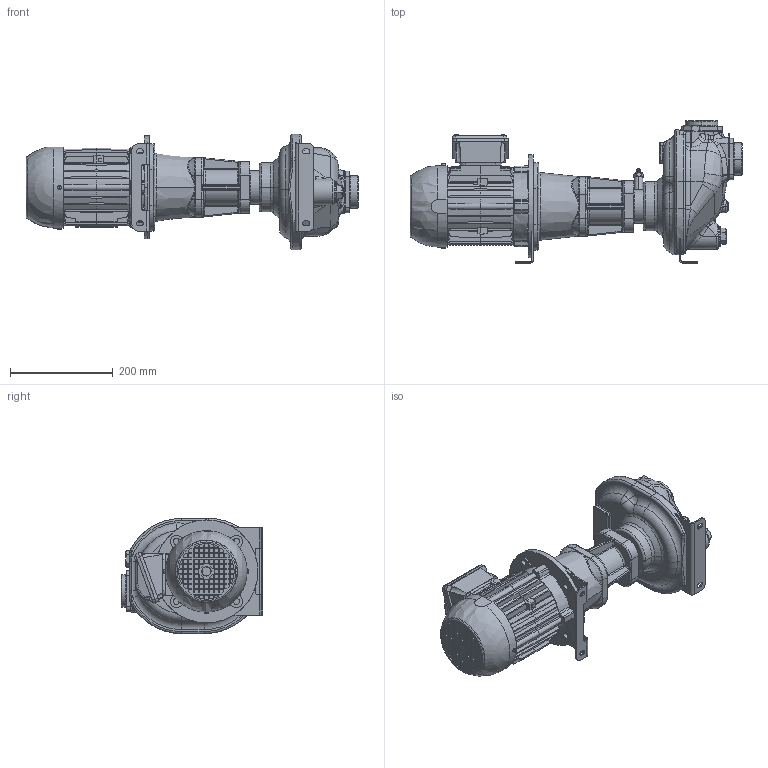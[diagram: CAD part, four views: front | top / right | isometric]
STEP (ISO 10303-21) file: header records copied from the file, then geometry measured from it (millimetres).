
FILE_DESCRIPTION((''),'2;1');
FILE_NAME('S_41_50_K_BBT','2023-03-21T14:05:50',('Nicola'),(''),'CREO PARAMETRIC BY PTC INC, 2022284','CREO PARAMETRIC BY PTC INC, 2022284','');
FILE_SCHEMA(('CONFIG_CONTROL_DESIGN'));
Products named in the file (1): S_41_50_K_BBT
Bounding box: 645.3 x 276 x 224 mm (x, y, z)
Volume: 10725533.6 mm3; surface area: 583089.2 mm2
Topology: 1 solids, 1 shells, 2098 faces, 5227 edges, 3269 vertices
Faces by surface type: plane 1213, cylinder 376, bspline 203, cone 164, torus 126, sphere 12, extrusion 4
Entity records: 88640 total; most frequent: CARTESIAN_POINT 40656, ORIENTED_EDGE 10454, DIRECTION 9174, EDGE_CURVE 5227, VERTEX_POINT 3269, AXIS2_PLACEMENT_3D 3131, VECTOR 2912, LINE 2908
